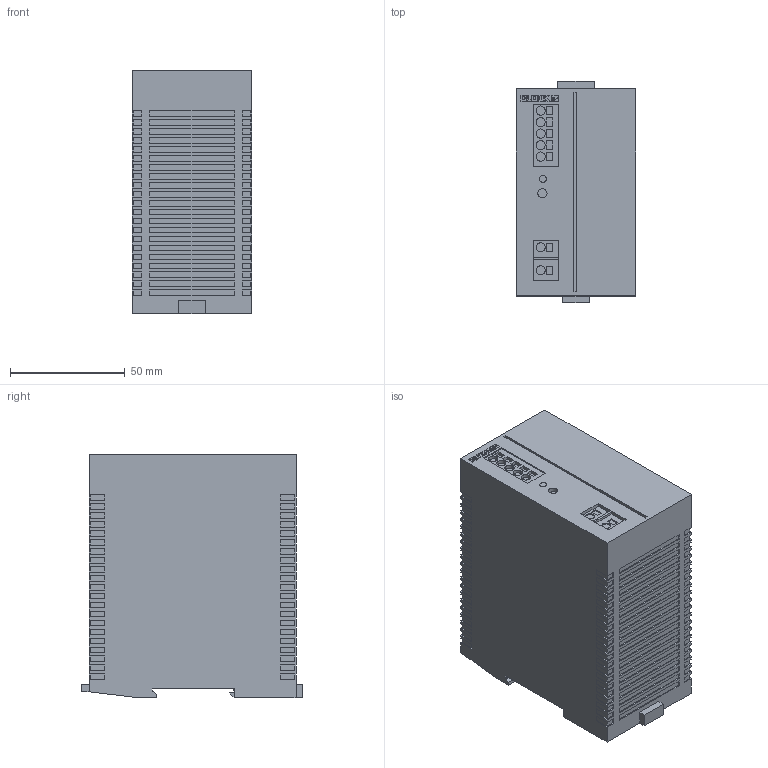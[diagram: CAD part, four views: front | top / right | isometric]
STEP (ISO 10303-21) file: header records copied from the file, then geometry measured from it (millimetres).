
FILE_DESCRIPTION (( 'STEP AP203' ), '1' );
FILE_NAME ('PM-0224-038-0_Default.step', '2026-02-11T20:17:42', ( 'Windows User' ), ( 'AUTOMATION DIRECT' ), 'SwSTEP 2.0', 'SolidWorks 2024', '' );
FILE_SCHEMA (( 'CONFIG_CONTROL_DESIGN' ));
Length unit declared in the file: millimetre
Products named in the file (1): PM-0224-038-0_Default
Bounding box: 51.8 x 96.5 x 106 mm (x, y, z)
Volume: 481999.2 mm3; surface area: 42959.6 mm2
Topology: 1 solids, 1 shells, 1020 faces, 2833 edges, 1888 vertices
Faces by surface type: plane 1000, cylinder 20
Entity records: 32038 total; most frequent: CARTESIAN_POINT 5742, ORIENTED_EDGE 5666, DIRECTION 4915, EDGE_CURVE 2833, VECTOR 2793, LINE 2793, VERTEX_POINT 1888, EDGE_LOOP 1093
